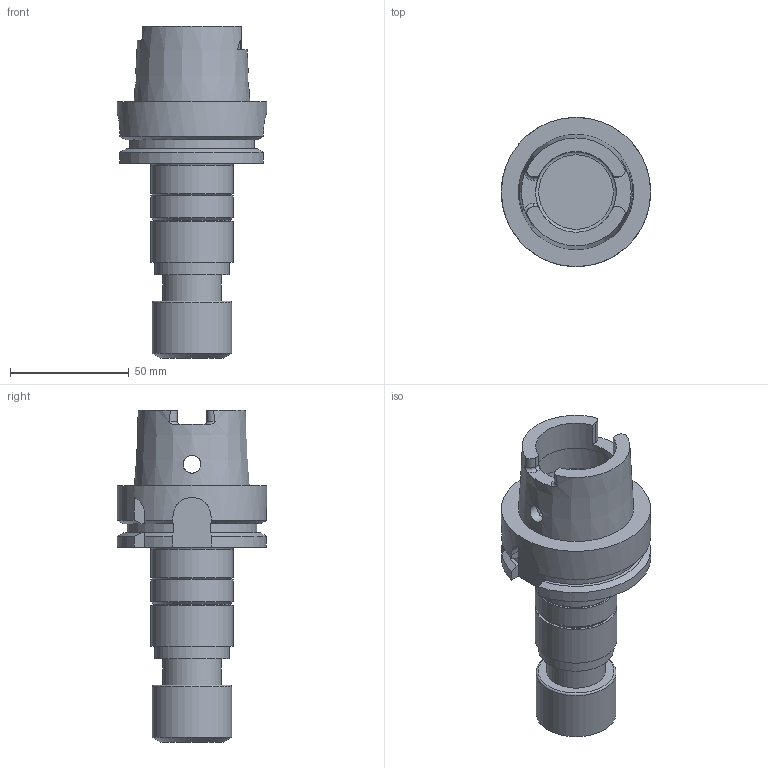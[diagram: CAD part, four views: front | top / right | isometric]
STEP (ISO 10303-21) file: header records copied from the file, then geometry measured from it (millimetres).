
FILE_DESCRIPTION(/* description */ (''),/* implementation_level */ '2;1');
FILE_NAME(/* name */ '1679992214432.stp',/* time_stamp */ '2023-03-28T10:30:18+02:00',/* author */ (''),/* organization */ ('SMS'),/* preprocessor_version */ 'ST-DEVELOPER v16.7',/* originating_system */ 'SIEMENS PLM Software NX 12.0',/* authorisation */ '');
FILE_SCHEMA (('AUTOMOTIVE_DESIGN { 1 0 10303 214 3 1 1 1 }'));
Length unit declared in the file: millimetre
Products named in the file (1): 201633759mod000_01
Bounding box: 62.94 x 62.94 x 140 mm (x, y, z)
Volume: 154384.8 mm3; surface area: 30804.8 mm2
Topology: 1 solids, 1 shells, 88 faces, 233 edges, 155 vertices
Faces by surface type: plane 40, cylinder 29, cone 12, torus 7
Full cylindrical faces by diameter (mm): 7.5 x2, 24.867 x1, 31.5 x1, 32.5 x1, 33.7 x1, 34.05 x2, 34.595 x1, 34.6 x2, 40.08 x1, 62.94 x1
Entity records: 2949 total; most frequent: CARTESIAN_POINT 869, DIRECTION 423, ORIENTED_EDGE 392, EDGE_CURVE 196, AXIS2_PLACEMENT_3D 168, VERTEX_POINT 140, EDGE_LOOP 122, ADVANCED_FACE 88
